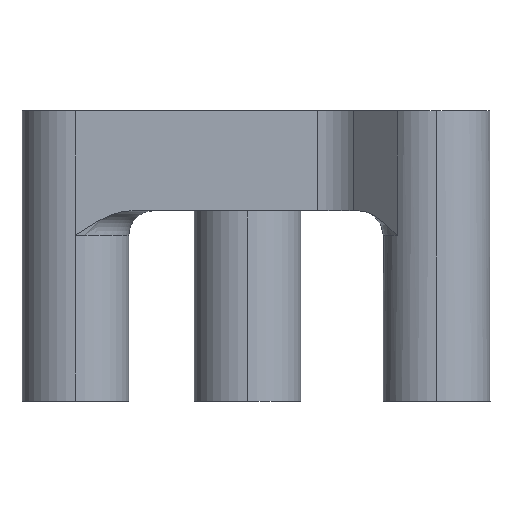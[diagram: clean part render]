
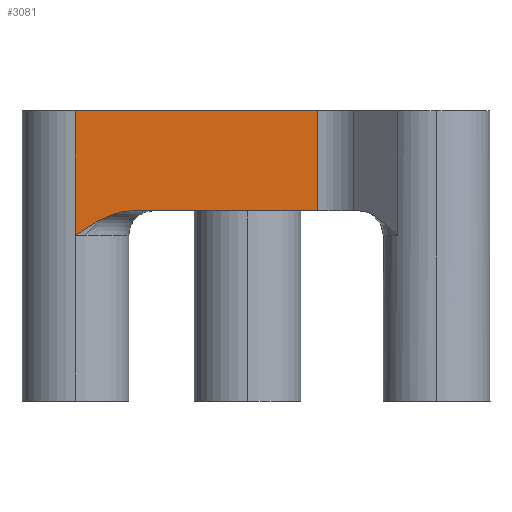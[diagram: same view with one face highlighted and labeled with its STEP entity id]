
A CAD part, left-side view. The second image highlights one B-rep face of the part: STEP entity #3081.
In plain terms, the highlighted planar face has unit normal (-1, 0, 0).
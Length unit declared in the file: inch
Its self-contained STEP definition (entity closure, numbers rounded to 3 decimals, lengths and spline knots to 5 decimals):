
#38 = EDGE_CURVE ( 'NONE', #155, #856, #2275, .T. ) ;
#155 = VERTEX_POINT ( 'NONE', #3027 ) ;
#183 = VERTEX_POINT ( 'NONE', #789 ) ;
#264 = DIRECTION ( 'NONE',  ( 0., 1., 0. ) ) ;
#420 = LINE ( 'NONE', #1191, #1776 ) ;
#428 = CARTESIAN_POINT ( 'NONE',  ( -1.13861, 0.67021, 0.78 ) ) ;
#442 = CARTESIAN_POINT ( 'NONE',  ( -1.13861, 0.79071, 0.73728 ) ) ;
#529 = DIRECTION ( 'NONE',  ( 0., 1., 0. ) ) ;
#574 = ORIENTED_EDGE ( 'NONE', *, *, #1452, .F. ) ;
#600 = CARTESIAN_POINT ( 'NONE',  ( -1.13861, 0.88044, 1.19 ) ) ;
#680 = DIRECTION ( 'NONE',  ( 0., 0., -1. ) ) ;
#740 = CARTESIAN_POINT ( 'NONE',  ( -1.13861, 0.76214, 0.75146 ) ) ;
#789 = CARTESIAN_POINT ( 'NONE',  ( -1.13861, -0.11244, 1.19 ) ) ;
#803 = DIRECTION ( 'NONE',  ( 0., -1., 0. ) ) ;
#815 = CARTESIAN_POINT ( 'NONE',  ( -1.13861, 0.88044, 1.19 ) ) ;
#856 = VERTEX_POINT ( 'NONE', #2172 ) ;
#996 = CARTESIAN_POINT ( 'NONE',  ( -1.13861, 0.69131, 0.77638 ) ) ;
#1038 = CARTESIAN_POINT ( 'NONE',  ( -1.13861, 0., 1.19 ) ) ;
#1182 = ORIENTED_EDGE ( 'NONE', *, *, #3121, .F. ) ;
#1191 = CARTESIAN_POINT ( 'NONE',  ( -1.13861, -0.11244, 1.19 ) ) ;
#1213 = CARTESIAN_POINT ( 'NONE',  ( -1.13861, 0.6485, 0.78 ) ) ;
#1269 = DIRECTION ( 'NONE',  ( 0., 0., -1. ) ) ;
#1314 = VERTEX_POINT ( 'NONE', #600 ) ;
#1316 = CARTESIAN_POINT ( 'NONE',  ( -1.13861, 0., 1.19 ) ) ;
#1452 = EDGE_CURVE ( 'NONE', #183, #2003, #420, .T. ) ;
#1462 = CARTESIAN_POINT ( 'NONE',  ( -1.13861, 0.88044, 0.68 ) ) ;
#1478 = CARTESIAN_POINT ( 'NONE',  ( -1.13861, 0.73258, 0.76385 ) ) ;
#1542 = PLANE ( 'NONE',  #3220 ) ;
#1661 = EDGE_LOOP ( 'NONE', ( #2345, #2283, #1182, #574, #2541 ) ) ;
#1663 = VECTOR ( 'NONE', #1269, 39.37008 ) ;
#1725 = EDGE_CURVE ( 'NONE', #1314, #183, #3156, .T. ) ;
#1754 = CARTESIAN_POINT ( 'NONE',  ( -1.13861, 0.75244, 0.75587 ) ) ;
#1776 = VECTOR ( 'NONE', #680, 39.37008 ) ;
#1824 = LINE ( 'NONE', #815, #1663 ) ;
#1959 = VECTOR ( 'NONE', #803, 39.37008 ) ;
#2003 = VERTEX_POINT ( 'NONE', #2632 ) ;
#2172 = CARTESIAN_POINT ( 'NONE',  ( -1.13861, 0.6485, 0.78 ) ) ;
#2275 = B_SPLINE_CURVE_WITH_KNOTS ( 'NONE', 3,
 ( #1462, #3043, #3011, #2746, #442, #740, #1754, #1478, #2503, #996, #428, #1213 ),
 .UNSPECIFIED., .F., .F.,
 ( 4, 2, 2, 2, 2, 4 ),
 ( -0.00001, 0.0016, 0.00322, 0.00403, 0.00484, 0.00646 ),
 .UNSPECIFIED. ) ;
#2283 = ORIENTED_EDGE ( 'NONE', *, *, #38, .T. ) ;
#2345 = ORIENTED_EDGE ( 'NONE', *, *, #3031, .T. ) ;
#2503 = CARTESIAN_POINT ( 'NONE',  ( -1.13861, 0.72236, 0.76744 ) ) ;
#2541 = ORIENTED_EDGE ( 'NONE', *, *, #1725, .F. ) ;
#2576 = DIRECTION ( 'NONE',  ( 1., 0., 0. ) ) ;
#2632 = CARTESIAN_POINT ( 'NONE',  ( -1.13861, -0.11244, 0.78 ) ) ;
#2746 = CARTESIAN_POINT ( 'NONE',  ( -1.13861, 0.80906, 0.72656 ) ) ;
#2782 = VECTOR ( 'NONE', #529, 39.37008 ) ;
#2816 = FACE_OUTER_BOUND ( 'NONE', #1661, .T. ) ;
#2861 = CARTESIAN_POINT ( 'NONE',  ( -1.13861, 0.88044, 0.78 ) ) ;
#3011 = CARTESIAN_POINT ( 'NONE',  ( -1.13861, 0.84509, 0.70389 ) ) ;
#3027 = CARTESIAN_POINT ( 'NONE',  ( -1.13861, 0.88044, 0.68 ) ) ;
#3031 = EDGE_CURVE ( 'NONE', #1314, #155, #1824, .T. ) ;
#3043 = CARTESIAN_POINT ( 'NONE',  ( -1.13861, 0.86284, 0.6919 ) ) ;
#3081 = ADVANCED_FACE ( 'NONE', ( #2816 ), #1542, .F. ) ;
#3119 = LINE ( 'NONE', #2861, #2782 ) ;
#3121 = EDGE_CURVE ( 'NONE', #2003, #856, #3119, .T. ) ;
#3156 = LINE ( 'NONE', #1038, #1959 ) ;
#3220 = AXIS2_PLACEMENT_3D ( 'NONE', #1316, #2576, #264 ) ;
